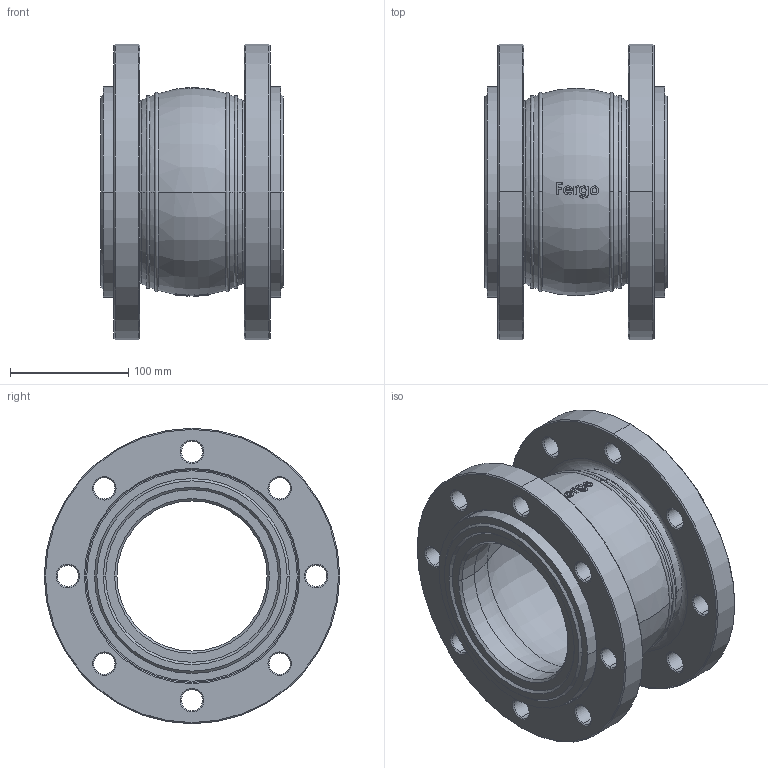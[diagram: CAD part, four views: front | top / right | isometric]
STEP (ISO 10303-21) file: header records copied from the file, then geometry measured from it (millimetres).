
FILE_DESCRIPTION (( 'STEP AP214' ), '1' );
FILE_NAME ('OG150-Gummi-Kompensator-DN125-PN-10-16-Fergo.STEP', '2022-09-09T12:19:28', ( '' ), ( '' ), 'SwSTEP 2.0', 'SolidWorks 2022', '' );
FILE_SCHEMA (( 'AUTOMOTIVE_DESIGN' ));
Length unit declared in the file: millimetre
Products named in the file (1): OG150-Gummi-Kompensator-DN125-PN-10-16-Fergo
Bounding box: 154 x 250 x 250 mm (x, y, z)
Volume: 2141034.3 mm3; surface area: 406007.9 mm2
Topology: 3 solids, 5 shells, 409 faces, 990 edges, 620 vertices
Faces by surface type: bspline 166, cone 96, torus 69, cylinder 60, plane 18
Entity records: 38977 total; most frequent: CARTESIAN_POINT 27991, ORIENTED_EDGE 1980, DIRECTION 1316, EDGE_CURVE 990, VERTEX_POINT 620, AXIS2_PLACEMENT_3D 580, B_SPLINE_CURVE_WITH_KNOTS 498, EDGE_LOOP 480
